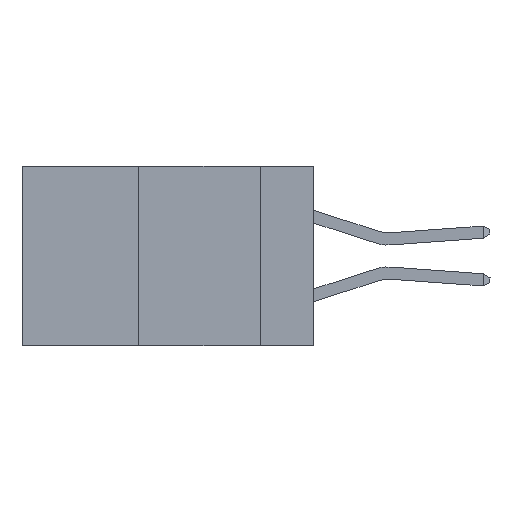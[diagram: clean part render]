
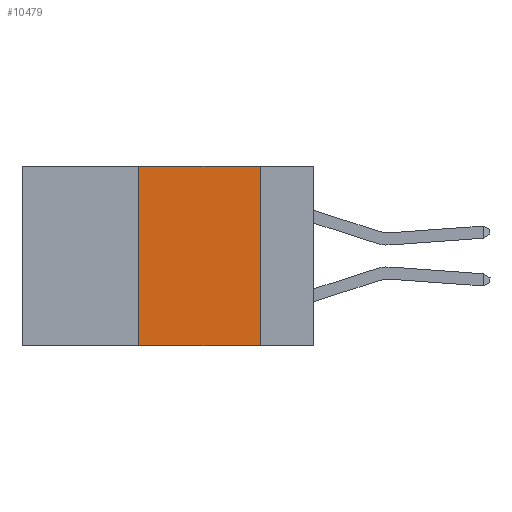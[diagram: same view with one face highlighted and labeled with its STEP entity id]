
A CAD part, left-side view. The second image highlights one B-rep face of the part: STEP entity #10479.
In plain terms, the highlighted planar face has unit normal (-1, 0, 0).
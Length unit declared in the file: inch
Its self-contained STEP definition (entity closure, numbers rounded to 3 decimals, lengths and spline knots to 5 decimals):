
#212 = DIRECTION ( 'NONE',  ( 0., -1., 0. ) ) ;
#885 = VERTEX_POINT ( 'NONE', #19246 ) ;
#1882 = VERTEX_POINT ( 'NONE', #6676 ) ;
#2522 = DIRECTION ( 'NONE',  ( 0., 0., 1. ) ) ;
#2931 = EDGE_CURVE ( 'NONE', #1882, #885, #22978, .T. ) ;
#3676 = DIRECTION ( 'NONE',  ( 1., 0., 0. ) ) ;
#4106 = ORIENTED_EDGE ( 'NONE', *, *, #4674, .F. ) ;
#4216 = CARTESIAN_POINT ( 'NONE',  ( 0., 0.11, 0. ) ) ;
#4670 = LINE ( 'NONE', #25579, #11629 ) ;
#4674 = EDGE_CURVE ( 'NONE', #18072, #11658, #19463, .T. ) ;
#5609 = ORIENTED_EDGE ( 'NONE', *, *, #2931, .F. ) ;
#6058 = CARTESIAN_POINT ( 'NONE',  ( 0., 0.11, -0.37 ) ) ;
#6676 = CARTESIAN_POINT ( 'NONE',  ( 0., 0.36, -0.37 ) ) ;
#6700 = CARTESIAN_POINT ( 'NONE',  ( 0., 0.11, 0. ) ) ;
#9577 = PLANE ( 'NONE',  #18233 ) ;
#9800 = EDGE_CURVE ( 'NONE', #885, #18072, #17471, .T. ) ;
#10479 = ADVANCED_FACE ( 'NONE', ( #24622 ), #9577, .F. ) ;
#10933 = VECTOR ( 'NONE', #16804, 39.37008 ) ;
#11629 = VECTOR ( 'NONE', #212, 39.37008 ) ;
#11658 = VERTEX_POINT ( 'NONE', #6058 ) ;
#12106 = VECTOR ( 'NONE', #12594, 39.37008 ) ;
#12594 = DIRECTION ( 'NONE',  ( 0., -1., 0. ) ) ;
#13092 = EDGE_CURVE ( 'NONE', #1882, #11658, #4670, .T. ) ;
#13601 = ORIENTED_EDGE ( 'NONE', *, *, #9800, .F. ) ;
#13638 = CARTESIAN_POINT ( 'NONE',  ( 0., 0.6, 0. ) ) ;
#16804 = DIRECTION ( 'NONE',  ( 0., 0., -1. ) ) ;
#17471 = LINE ( 'NONE', #24624, #12106 ) ;
#18072 = VERTEX_POINT ( 'NONE', #4216 ) ;
#18233 = AXIS2_PLACEMENT_3D ( 'NONE', #13638, #3676, #19711 ) ;
#19246 = CARTESIAN_POINT ( 'NONE',  ( 0., 0.36, 0. ) ) ;
#19325 = EDGE_LOOP ( 'NONE', ( #4106, #13601, #5609, #20771 ) ) ;
#19463 = LINE ( 'NONE', #6700, #10933 ) ;
#19711 = DIRECTION ( 'NONE',  ( 0., 0., -1. ) ) ;
#20771 = ORIENTED_EDGE ( 'NONE', *, *, #13092, .T. ) ;
#22978 = LINE ( 'NONE', #24351, #25517 ) ;
#24351 = CARTESIAN_POINT ( 'NONE',  ( 0., 0.36, 0. ) ) ;
#24622 = FACE_OUTER_BOUND ( 'NONE', #19325, .T. ) ;
#24624 = CARTESIAN_POINT ( 'NONE',  ( 0., 0.6, 0. ) ) ;
#25517 = VECTOR ( 'NONE', #2522, 39.37008 ) ;
#25579 = CARTESIAN_POINT ( 'NONE',  ( 0., 0.6, -0.37 ) ) ;
